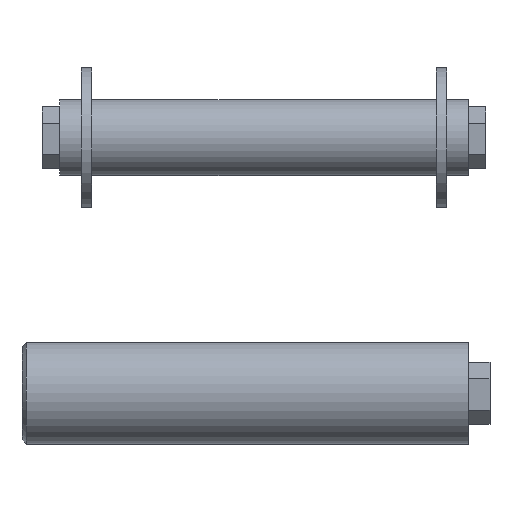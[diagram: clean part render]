
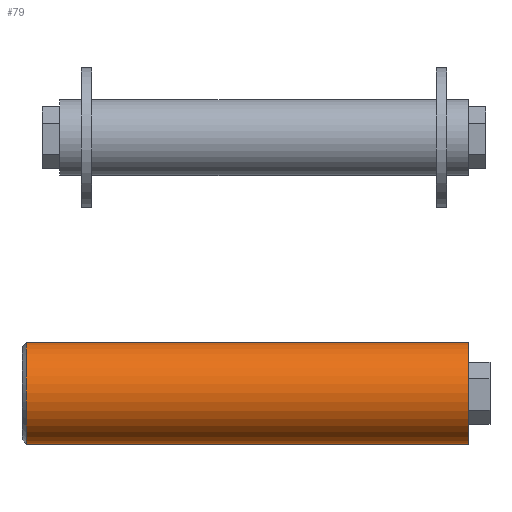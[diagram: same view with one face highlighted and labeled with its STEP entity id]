
A CAD part, front view. The second image highlights one B-rep face of the part: STEP entity #79.
In plain terms, the highlighted cylindrical face has radius 30 mm (diameter 60 mm), a full revolution.
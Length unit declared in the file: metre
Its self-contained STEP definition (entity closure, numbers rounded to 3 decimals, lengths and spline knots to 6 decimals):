
#79 = ADVANCED_FACE( '', ( #183, #184 ), #185, .T. );
#183 = FACE_OUTER_BOUND( '', #327, .T. );
#184 = FACE_OUTER_BOUND( '', #328, .T. );
#185 = CYLINDRICAL_SURFACE( '', #329, 0.03 );
#327 = EDGE_LOOP( '', ( #459 ) );
#328 = EDGE_LOOP( '', ( #460 ) );
#329 = AXIS2_PLACEMENT_3D( '', #461, #462, #463 );
#459 = ORIENTED_EDGE( '', *, *, #731, .F. );
#460 = ORIENTED_EDGE( '', *, *, #732, .T. );
#461 = CARTESIAN_POINT( '', ( -5.921021, -1.097948, 1.225612 ) );
#462 = DIRECTION( '', ( -1., 0., 0. ) );
#463 = DIRECTION( '', ( 0., 1., 0. ) );
#731 = EDGE_CURVE( '', #842, #842, #843, .T. );
#732 = EDGE_CURVE( '', #844, #844, #845, .F. );
#842 = VERTEX_POINT( '', #1000 );
#843 = CIRCLE( '', #1001, 0.03 );
#844 = VERTEX_POINT( '', #1002 );
#845 = CIRCLE( '', #1003, 0.03 );
#1000 = CARTESIAN_POINT( '', ( 0.120426, -1.067948, 1.225612 ) );
#1001 = AXIS2_PLACEMENT_3D( '', #1193, #1194, #1195 );
#1002 = CARTESIAN_POINT( '', ( -0.140111, -1.097948, 1.255612 ) );
#1003 = AXIS2_PLACEMENT_3D( '', #1196, #1197, #1198 );
#1193 = CARTESIAN_POINT( '', ( 0.120426, -1.097948, 1.225612 ) );
#1194 = DIRECTION( '', ( 1., 0., 0. ) );
#1195 = DIRECTION( '', ( 0., 1., 0. ) );
#1196 = CARTESIAN_POINT( '', ( -0.140111, -1.097948, 1.225612 ) );
#1197 = DIRECTION( '', ( -1., 0., 0. ) );
#1198 = DIRECTION( '', ( 0., 0., 1. ) );
